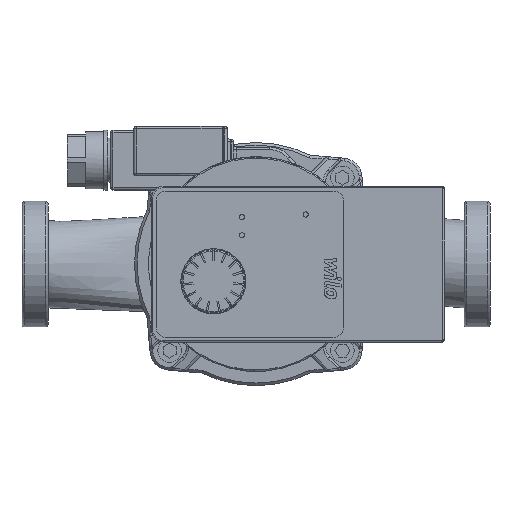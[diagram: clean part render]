
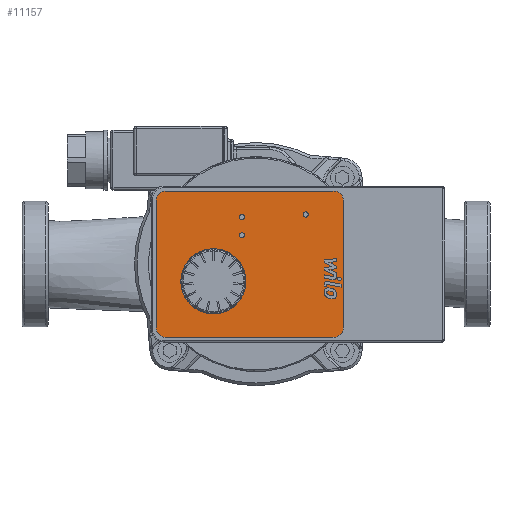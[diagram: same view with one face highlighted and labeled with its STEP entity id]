
A CAD part, front view. The second image highlights one B-rep face of the part: STEP entity #11157.
In plain terms, the highlighted planar face has unit normal (0, -1, 0).
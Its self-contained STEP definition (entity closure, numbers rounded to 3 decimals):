
#868=LINE('',#26678,#1703);
#872=LINE('',#26690,#1707);
#876=LINE('',#26702,#1711);
#879=LINE('',#26711,#1714);
#1703=VECTOR('',#15330,10.);
#1707=VECTOR('',#15342,10.);
#1711=VECTOR('',#15354,10.);
#1714=VECTOR('',#15365,10.);
#2219=PLANE('',#12365);
#2874=FACE_OUTER_BOUND('',#3545,.T.);
#3545=EDGE_LOOP('',(#9999,#10000,#10001,#10002,#10003,#10004,#10005,#10006));
#4134=CIRCLE('',#12351,3.6);
#4136=CIRCLE('',#12355,3.6);
#4138=CIRCLE('',#12359,3.6);
#4140=CIRCLE('',#12363,3.6);
#5262=VERTEX_POINT('',#26668);
#5263=VERTEX_POINT('',#26670);
#5265=VERTEX_POINT('',#26676);
#5267=VERTEX_POINT('',#26682);
#5269=VERTEX_POINT('',#26688);
#5271=VERTEX_POINT('',#26694);
#5273=VERTEX_POINT('',#26700);
#5275=VERTEX_POINT('',#26706);
#6868=EDGE_CURVE('',#5262,#5263,#4134,.T.);
#6872=EDGE_CURVE('',#5265,#5262,#868,.T.);
#6875=EDGE_CURVE('',#5267,#5265,#4136,.T.);
#6878=EDGE_CURVE('',#5269,#5267,#872,.T.);
#6881=EDGE_CURVE('',#5271,#5269,#4138,.T.);
#6884=EDGE_CURVE('',#5273,#5271,#876,.T.);
#6887=EDGE_CURVE('',#5275,#5273,#4140,.T.);
#6889=EDGE_CURVE('',#5263,#5275,#879,.T.);
#9999=ORIENTED_EDGE('',*,*,#6889,.F.);
#10000=ORIENTED_EDGE('',*,*,#6868,.F.);
#10001=ORIENTED_EDGE('',*,*,#6872,.F.);
#10002=ORIENTED_EDGE('',*,*,#6875,.F.);
#10003=ORIENTED_EDGE('',*,*,#6878,.F.);
#10004=ORIENTED_EDGE('',*,*,#6881,.F.);
#10005=ORIENTED_EDGE('',*,*,#6884,.F.);
#10006=ORIENTED_EDGE('',*,*,#6887,.F.);
#11157=ADVANCED_FACE('',(#2874),#2219,.F.);
#12351=AXIS2_PLACEMENT_3D('',#26671,#15323,#15324);
#12355=AXIS2_PLACEMENT_3D('',#26684,#15336,#15337);
#12359=AXIS2_PLACEMENT_3D('',#26696,#15348,#15349);
#12363=AXIS2_PLACEMENT_3D('',#26708,#15360,#15361);
#12365=AXIS2_PLACEMENT_3D('',#26712,#15366,#15367);
#15323=DIRECTION('center_axis',(0.,1.,0.));
#15324=DIRECTION('ref_axis',(-1.,0.,0.));
#15330=DIRECTION('',(0.,0.,1.));
#15336=DIRECTION('center_axis',(0.,1.,0.));
#15337=DIRECTION('ref_axis',(0.,0.,-1.));
#15342=DIRECTION('',(-1.,0.,0.));
#15348=DIRECTION('center_axis',(0.,1.,0.));
#15349=DIRECTION('ref_axis',(1.,0.,0.));
#15354=DIRECTION('',(0.,0.,-1.));
#15360=DIRECTION('center_axis',(0.,1.,0.));
#15361=DIRECTION('ref_axis',(0.,0.,1.));
#15365=DIRECTION('',(1.,0.,0.));
#15366=DIRECTION('center_axis',(0.,1.,0.));
#15367=DIRECTION('ref_axis',(0.,0.,1.));
#26668=CARTESIAN_POINT('',(51.6,-105.2,24.5));
#26670=CARTESIAN_POINT('',(55.2,-105.2,28.1));
#26671=CARTESIAN_POINT('Origin',(55.2,-105.2,24.5));
#26676=CARTESIAN_POINT('',(51.6,-105.2,-24.5));
#26678=CARTESIAN_POINT('',(51.6,-105.2,-24.5));
#26682=CARTESIAN_POINT('',(55.2,-105.2,-28.1));
#26684=CARTESIAN_POINT('Origin',(55.2,-105.2,-24.5));
#26688=CARTESIAN_POINT('',(120.,-105.2,-28.1));
#26690=CARTESIAN_POINT('',(120.,-105.2,-28.1));
#26694=CARTESIAN_POINT('',(123.6,-105.2,-24.5));
#26696=CARTESIAN_POINT('Origin',(120.,-105.2,-24.5));
#26700=CARTESIAN_POINT('',(123.6,-105.2,24.5));
#26702=CARTESIAN_POINT('',(123.6,-105.2,24.5));
#26706=CARTESIAN_POINT('',(120.,-105.2,28.1));
#26708=CARTESIAN_POINT('Origin',(120.,-105.2,24.5));
#26711=CARTESIAN_POINT('',(55.2,-105.2,28.1));
#26712=CARTESIAN_POINT('Origin',(87.6,-105.2,0.));
